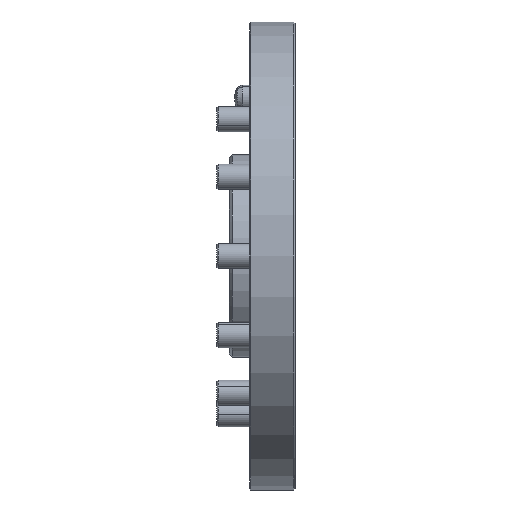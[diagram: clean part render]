
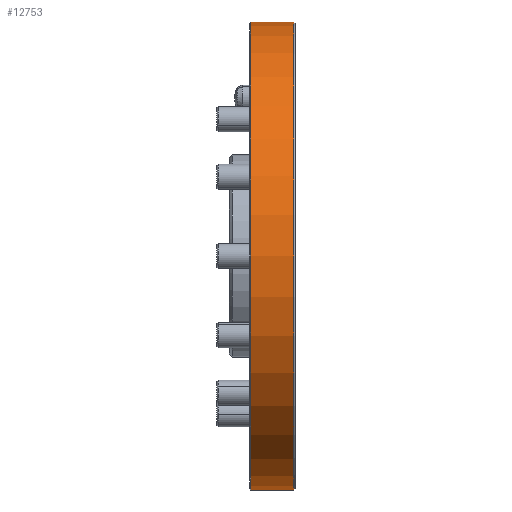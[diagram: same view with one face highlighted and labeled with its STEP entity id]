
A CAD part, front view. The second image highlights one B-rep face of the part: STEP entity #12753.
In plain terms, the highlighted cylindrical face has radius 92.5 mm (diameter 185 mm), a partial arc.
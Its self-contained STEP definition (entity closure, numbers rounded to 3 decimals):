
#113 = FACE_OUTER_BOUND ( 'NONE', #12558, .T. ) ;
#747 = LINE ( 'NONE', #13387, #4766 ) ;
#1145 = ORIENTED_EDGE ( 'NONE', *, *, #7982, .F. ) ;
#1688 = VERTEX_POINT ( 'NONE', #10410 ) ;
#2252 = CYLINDRICAL_SURFACE ( 'NONE', #8889, 92.5 ) ;
#2296 = VERTEX_POINT ( 'NONE', #8423 ) ;
#2509 = EDGE_CURVE ( 'NONE', #13588, #2296, #6308, .T. ) ;
#3358 = VERTEX_POINT ( 'NONE', #9939 ) ;
#3831 = VECTOR ( 'NONE', #4089, 1000. ) ;
#4089 = DIRECTION ( 'NONE',  ( -1., 0., 0. ) ) ;
#4766 = VECTOR ( 'NONE', #5961, 1000. ) ;
#5274 = DIRECTION ( 'NONE',  ( 0., 0., -1. ) ) ;
#5529 = DIRECTION ( 'NONE',  ( 0., 0., -1. ) ) ;
#5644 = EDGE_CURVE ( 'NONE', #1688, #3358, #7559, .T. ) ;
#5961 = DIRECTION ( 'NONE',  ( -1., 0., 0. ) ) ;
#5996 = CARTESIAN_POINT ( 'NONE',  ( 17.5, 0., 0. ) ) ;
#6308 = CIRCLE ( 'NONE', #8968, 92.5 ) ;
#6588 = CARTESIAN_POINT ( 'NONE',  ( 0.5, 0., 0. ) ) ;
#7102 = AXIS2_PLACEMENT_3D ( 'NONE', #6588, #10723, #5274 ) ;
#7559 = CIRCLE ( 'NONE', #7102, 92.5 ) ;
#7610 = CARTESIAN_POINT ( 'NONE',  ( -46.695, 0., 0. ) ) ;
#7927 = DIRECTION ( 'NONE',  ( 0., 0., -1. ) ) ;
#7982 = EDGE_CURVE ( 'NONE', #13588, #1688, #747, .T. ) ;
#8423 = CARTESIAN_POINT ( 'NONE',  ( 17.5, 0., 92.5 ) ) ;
#8889 = AXIS2_PLACEMENT_3D ( 'NONE', #7610, #10764, #5529 ) ;
#8968 = AXIS2_PLACEMENT_3D ( 'NONE', #5996, #11079, #7927 ) ;
#9313 = CARTESIAN_POINT ( 'NONE',  ( 17.5, 0., -92.5 ) ) ;
#9939 = CARTESIAN_POINT ( 'NONE',  ( 0.5, 0., 92.5 ) ) ;
#10213 = ORIENTED_EDGE ( 'NONE', *, *, #13517, .T. ) ;
#10410 = CARTESIAN_POINT ( 'NONE',  ( 0.5, 0., -92.5 ) ) ;
#10723 = DIRECTION ( 'NONE',  ( -1., 0., 0. ) ) ;
#10764 = DIRECTION ( 'NONE',  ( -1., 0., 0. ) ) ;
#11079 = DIRECTION ( 'NONE',  ( -1., 0., 0. ) ) ;
#12351 = LINE ( 'NONE', #13509, #3831 ) ;
#12558 = EDGE_LOOP ( 'NONE', ( #12864, #10213, #12884, #1145 ) ) ;
#12753 = ADVANCED_FACE ( 'NONE', ( #113 ), #2252, .T. ) ;
#12864 = ORIENTED_EDGE ( 'NONE', *, *, #2509, .T. ) ;
#12884 = ORIENTED_EDGE ( 'NONE', *, *, #5644, .F. ) ;
#13387 = CARTESIAN_POINT ( 'NONE',  ( -46.695, 0., -92.5 ) ) ;
#13509 = CARTESIAN_POINT ( 'NONE',  ( -46.695, 0., 92.5 ) ) ;
#13517 = EDGE_CURVE ( 'NONE', #2296, #3358, #12351, .T. ) ;
#13588 = VERTEX_POINT ( 'NONE', #9313 ) ;
